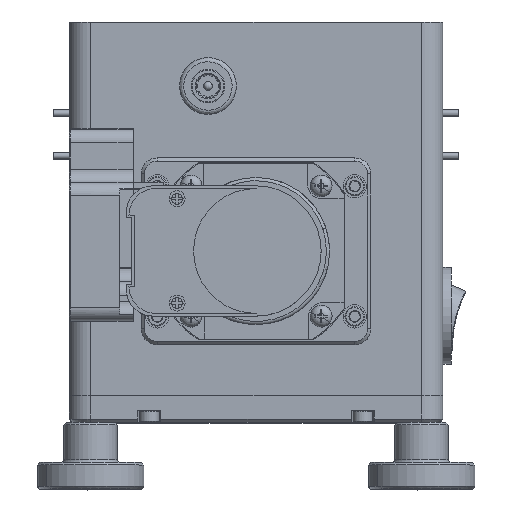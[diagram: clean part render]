
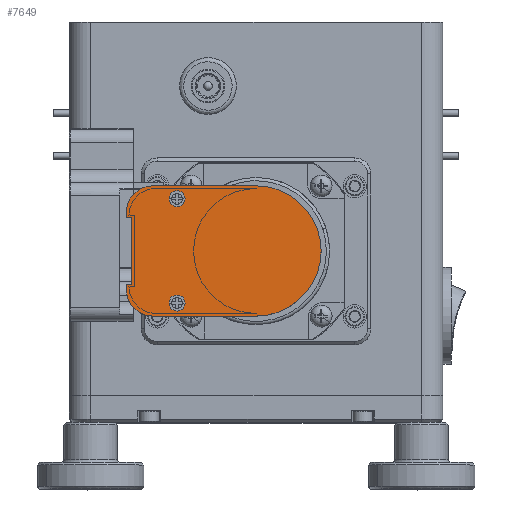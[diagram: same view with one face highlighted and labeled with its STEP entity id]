
A CAD part, top view. The second image highlights one B-rep face of the part: STEP entity #7649.
In plain terms, the highlighted planar face has unit normal (0, 0, 1).
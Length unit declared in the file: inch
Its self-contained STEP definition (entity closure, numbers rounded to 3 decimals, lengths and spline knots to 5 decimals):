
#437 = AXIS2_PLACEMENT_3D ( 'NONE', #64386, #11593, #63979 ) ;
#969 = AXIS2_PLACEMENT_3D ( 'NONE', #5193, #5562, #18336 ) ;
#2490 = CARTESIAN_POINT ( 'NONE',  ( -1.165, 1.91167, 3.8197 ) ) ;
#2664 = VERTEX_POINT ( 'NONE', #42544 ) ;
#3451 = VECTOR ( 'NONE', #57838, 39.37008 ) ;
#4099 = EDGE_CURVE ( 'NONE', #67329, #2664, #31734, .T. ) ;
#4212 = CARTESIAN_POINT ( 'NONE',  ( 0., 0.99167, 3.8197 ) ) ;
#4323 = LINE ( 'NONE', #39632, #3451 ) ;
#4373 = CARTESIAN_POINT ( 'NONE',  ( -1.215, 1.24167, 3.8197 ) ) ;
#4635 = DIRECTION ( 'NONE',  ( 0., 0., 1. ) ) ;
#4995 = ORIENTED_EDGE ( 'NONE', *, *, #8367, .T. ) ;
#5038 = CARTESIAN_POINT ( 'NONE',  ( -0.74, 1.11367, 3.8197 ) ) ;
#5193 = CARTESIAN_POINT ( 'NONE',  ( -0.965, 1.24167, 3.8197 ) ) ;
#5516 = CARTESIAN_POINT ( 'NONE',  ( -0.815, 2.08967, 3.8197 ) ) ;
#5562 = DIRECTION ( 'NONE',  ( 0., 0., 1. ) ) ;
#6510 = AXIS2_PLACEMENT_3D ( 'NONE', #67772, #15004, #20076 ) ;
#7649 = ADVANCED_FACE ( 'NONE', ( #20252, #43888, #26471 ), #50112, .T. ) ;
#7712 = AXIS2_PLACEMENT_3D ( 'NONE', #20614, #52038, #52411 ) ;
#7958 = DIRECTION ( 'NONE',  ( 0., 0., 1. ) ) ;
#8278 = CARTESIAN_POINT ( 'NONE',  ( -0.965, 0.99167, 3.8197 ) ) ;
#8367 = EDGE_CURVE ( 'NONE', #68009, #59567, #73430, .T. ) ;
#8654 = EDGE_CURVE ( 'NONE', #61038, #20010, #65390, .T. ) ;
#8688 = CARTESIAN_POINT ( 'NONE',  ( -1.165, 1.29167, 3.8197 ) ) ;
#9288 = ORIENTED_EDGE ( 'NONE', *, *, #42877, .T. ) ;
#10841 = AXIS2_PLACEMENT_3D ( 'NONE', #36860, #60555, #31069 ) ;
#11593 = DIRECTION ( 'NONE',  ( 0., 0., 1. ) ) ;
#11838 = CARTESIAN_POINT ( 'NONE',  ( -1.165, 1.29167, 3.8197 ) ) ;
#12116 = AXIS2_PLACEMENT_3D ( 'NONE', #5038, #4635, #21701 ) ;
#13528 = EDGE_CURVE ( 'NONE', #46899, #43247, #64135, .T. ) ;
#15004 = DIRECTION ( 'NONE',  ( 0., 0., 1. ) ) ;
#18009 = DIRECTION ( 'NONE',  ( 1., 0., 0. ) ) ;
#18336 = DIRECTION ( 'NONE',  ( 0., -1., 0. ) ) ;
#18660 = ORIENTED_EDGE ( 'NONE', *, *, #31318, .T. ) ;
#20010 = VERTEX_POINT ( 'NONE', #30087 ) ;
#20076 = DIRECTION ( 'NONE',  ( 0., -1., 0. ) ) ;
#20152 = VECTOR ( 'NONE', #18009, 39.37008 ) ;
#20252 = FACE_BOUND ( 'NONE', #56637, .T. ) ;
#20614 = CARTESIAN_POINT ( 'NONE',  ( 0., 1.60167, 3.8197 ) ) ;
#20739 = VECTOR ( 'NONE', #43933, 39.37008 ) ;
#20783 = EDGE_CURVE ( 'NONE', #43247, #46899, #66582, .T. ) ;
#21169 = CARTESIAN_POINT ( 'NONE',  ( 0., 2.21167, 3.8197 ) ) ;
#21701 = DIRECTION ( 'NONE',  ( -1., 0., 0. ) ) ;
#22072 = CARTESIAN_POINT ( 'NONE',  ( -1.165, 1.91167, 3.8197 ) ) ;
#22086 = ORIENTED_EDGE ( 'NONE', *, *, #13528, .F. ) ;
#22711 = CARTESIAN_POINT ( 'NONE',  ( -1.215, 1.91167, 3.8197 ) ) ;
#23615 = ORIENTED_EDGE ( 'NONE', *, *, #41099, .F. ) ;
#23971 = CARTESIAN_POINT ( 'NONE',  ( -0.74, 2.08967, 3.8197 ) ) ;
#24218 = LINE ( 'NONE', #71977, #20152 ) ;
#24560 = ORIENTED_EDGE ( 'NONE', *, *, #56037, .T. ) ;
#24988 = LINE ( 'NONE', #2490, #20739 ) ;
#25383 = DIRECTION ( 'NONE',  ( 0., -1., 0. ) ) ;
#26156 = CARTESIAN_POINT ( 'NONE',  ( -1.215, 1.29167, 3.8197 ) ) ;
#26471 = FACE_OUTER_BOUND ( 'NONE', #28738, .T. ) ;
#27649 = VERTEX_POINT ( 'NONE', #22072 ) ;
#28708 = AXIS2_PLACEMENT_3D ( 'NONE', #23971, #7958, #76775 ) ;
#28738 = EDGE_LOOP ( 'NONE', ( #4995, #9288, #72078, #68303, #18660, #24560, #28770, #67790, #67605, #66179 ) ) ;
#28770 = ORIENTED_EDGE ( 'NONE', *, *, #8654, .T. ) ;
#30087 = CARTESIAN_POINT ( 'NONE',  ( -1.215, 1.29167, 3.8197 ) ) ;
#31000 = EDGE_CURVE ( 'NONE', #73842, #60966, #44289, .T. ) ;
#31069 = DIRECTION ( 'NONE',  ( -1., 0., 0. ) ) ;
#31199 = CARTESIAN_POINT ( 'NONE',  ( -0.665, 1.11367, 3.8197 ) ) ;
#31318 = EDGE_CURVE ( 'NONE', #62721, #27649, #4323, .T. ) ;
#31329 = VECTOR ( 'NONE', #35514, 39.37008 ) ;
#31734 = CIRCLE ( 'NONE', #76325, 0.25 ) ;
#32056 = DIRECTION ( 'NONE',  ( -1., 0., 0. ) ) ;
#35514 = DIRECTION ( 'NONE',  ( -1., 0., 0. ) ) ;
#36860 = CARTESIAN_POINT ( 'NONE',  ( -0.74, 1.11367, 3.8197 ) ) ;
#37431 = CARTESIAN_POINT ( 'NONE',  ( -0.815, 1.11367, 3.8197 ) ) ;
#39632 = CARTESIAN_POINT ( 'NONE',  ( -1.215, 1.91167, 3.8197 ) ) ;
#41099 = EDGE_CURVE ( 'NONE', #75734, #53135, #42503, .T. ) ;
#41856 = CARTESIAN_POINT ( 'NONE',  ( -0.965, 2.21167, 3.8197 ) ) ;
#42503 = CIRCLE ( 'NONE', #437, 0.075 ) ;
#42544 = CARTESIAN_POINT ( 'NONE',  ( -1.215, 1.96167, 3.8197 ) ) ;
#42877 = EDGE_CURVE ( 'NONE', #59567, #67329, #50248, .T. ) ;
#43247 = VERTEX_POINT ( 'NONE', #31199 ) ;
#43888 = FACE_BOUND ( 'NONE', #72203, .T. ) ;
#43933 = DIRECTION ( 'NONE',  ( 0., -1., 0. ) ) ;
#44128 = LINE ( 'NONE', #61634, #50824 ) ;
#44289 = CIRCLE ( 'NONE', #969, 0.25 ) ;
#46668 = CARTESIAN_POINT ( 'NONE',  ( -0.965, 1.96167, 3.8197 ) ) ;
#46899 = VERTEX_POINT ( 'NONE', #37431 ) ;
#47444 = DIRECTION ( 'NONE',  ( 0., 0., 1. ) ) ;
#49750 = CIRCLE ( 'NONE', #28708, 0.075 ) ;
#49805 = LINE ( 'NONE', #26156, #68061 ) ;
#49917 = EDGE_CURVE ( 'NONE', #60966, #68009, #24218, .T. ) ;
#50112 = PLANE ( 'NONE',  #7712 ) ;
#50248 = LINE ( 'NONE', #21169, #68748 ) ;
#50824 = VECTOR ( 'NONE', #62422, 39.37008 ) ;
#52038 = DIRECTION ( 'NONE',  ( 0., 0., 1. ) ) ;
#52411 = DIRECTION ( 'NONE',  ( 1., 0., 0. ) ) ;
#53135 = VERTEX_POINT ( 'NONE', #5516 ) ;
#53954 = ORIENTED_EDGE ( 'NONE', *, *, #20783, .F. ) ;
#56037 = EDGE_CURVE ( 'NONE', #27649, #61038, #24988, .T. ) ;
#56456 = ORIENTED_EDGE ( 'NONE', *, *, #64081, .F. ) ;
#56637 = EDGE_LOOP ( 'NONE', ( #53954, #22086 ) ) ;
#57224 = EDGE_CURVE ( 'NONE', #20010, #73842, #49805, .T. ) ;
#57838 = DIRECTION ( 'NONE',  ( 1., 0., 0. ) ) ;
#58130 = EDGE_CURVE ( 'NONE', #2664, #62721, #44128, .T. ) ;
#59503 = DIRECTION ( 'NONE',  ( 0., -1., 0. ) ) ;
#59567 = VERTEX_POINT ( 'NONE', #73184 ) ;
#60555 = DIRECTION ( 'NONE',  ( 0., 0., 1. ) ) ;
#60966 = VERTEX_POINT ( 'NONE', #8278 ) ;
#61038 = VERTEX_POINT ( 'NONE', #8688 ) ;
#61634 = CARTESIAN_POINT ( 'NONE',  ( -1.215, 1.96167, 3.8197 ) ) ;
#62422 = DIRECTION ( 'NONE',  ( 0., -1., 0. ) ) ;
#62721 = VERTEX_POINT ( 'NONE', #22711 ) ;
#63979 = DIRECTION ( 'NONE',  ( -1., 0., 0. ) ) ;
#64081 = EDGE_CURVE ( 'NONE', #53135, #75734, #49750, .T. ) ;
#64135 = CIRCLE ( 'NONE', #12116, 0.075 ) ;
#64386 = CARTESIAN_POINT ( 'NONE',  ( -0.74, 2.08967, 3.8197 ) ) ;
#65390 = LINE ( 'NONE', #11838, #31329 ) ;
#66074 = CARTESIAN_POINT ( 'NONE',  ( -0.665, 2.08967, 3.8197 ) ) ;
#66179 = ORIENTED_EDGE ( 'NONE', *, *, #49917, .T. ) ;
#66582 = CIRCLE ( 'NONE', #10841, 0.075 ) ;
#67329 = VERTEX_POINT ( 'NONE', #41856 ) ;
#67605 = ORIENTED_EDGE ( 'NONE', *, *, #31000, .T. ) ;
#67772 = CARTESIAN_POINT ( 'NONE',  ( 0., 1.60167, 3.8197 ) ) ;
#67790 = ORIENTED_EDGE ( 'NONE', *, *, #57224, .T. ) ;
#68009 = VERTEX_POINT ( 'NONE', #4212 ) ;
#68061 = VECTOR ( 'NONE', #25383, 39.37008 ) ;
#68303 = ORIENTED_EDGE ( 'NONE', *, *, #58130, .T. ) ;
#68748 = VECTOR ( 'NONE', #32056, 39.37008 ) ;
#71977 = CARTESIAN_POINT ( 'NONE',  ( -0.965, 0.99167, 3.8197 ) ) ;
#72078 = ORIENTED_EDGE ( 'NONE', *, *, #4099, .T. ) ;
#72203 = EDGE_LOOP ( 'NONE', ( #23615, #56456 ) ) ;
#73184 = CARTESIAN_POINT ( 'NONE',  ( 0., 2.21167, 3.8197 ) ) ;
#73430 = CIRCLE ( 'NONE', #6510, 0.61 ) ;
#73842 = VERTEX_POINT ( 'NONE', #4373 ) ;
#75734 = VERTEX_POINT ( 'NONE', #66074 ) ;
#76325 = AXIS2_PLACEMENT_3D ( 'NONE', #46668, #47444, #59503 ) ;
#76775 = DIRECTION ( 'NONE',  ( -1., 0., 0. ) ) ;
